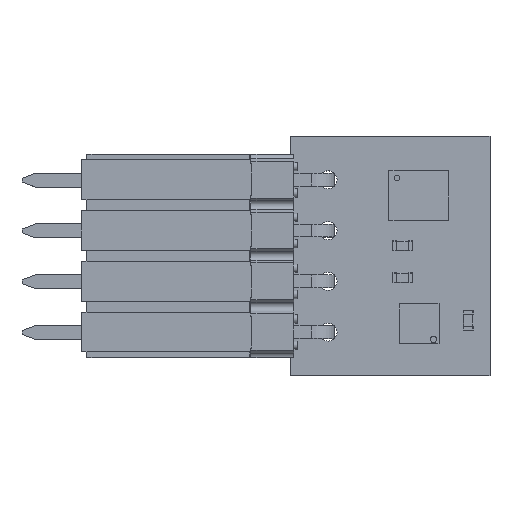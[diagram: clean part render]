
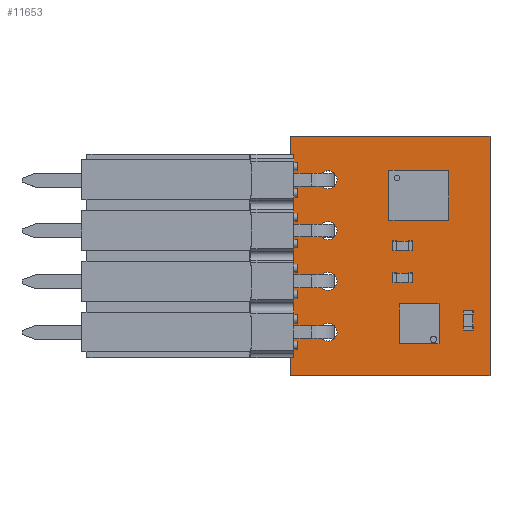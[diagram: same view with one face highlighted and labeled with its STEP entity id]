
A CAD part, top view. The second image highlights one B-rep face of the part: STEP entity #11653.
In plain terms, the highlighted planar face has unit normal (0, 0, 1).
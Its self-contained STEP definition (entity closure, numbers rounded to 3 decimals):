
#123=FACE_BOUND('',#4380,.T.);
#124=FACE_BOUND('',#4381,.T.);
#125=FACE_BOUND('',#4382,.T.);
#126=FACE_BOUND('',#4383,.T.);
#1066=LINE('',#17838,#2530);
#1070=LINE('',#17846,#2534);
#1072=LINE('',#17850,#2536);
#1076=LINE('',#17865,#2540);
#2530=VECTOR('',#14574,1.);
#2534=VECTOR('',#14580,1.);
#2536=VECTOR('',#14584,1.);
#2540=VECTOR('',#14600,1.);
#3655=FACE_OUTER_BOUND('',#4379,.T.);
#4379=EDGE_LOOP('',(#9141,#9142,#9143,#9144));
#4380=EDGE_LOOP('',(#9145));
#4381=EDGE_LOOP('',(#9146));
#4382=EDGE_LOOP('',(#9147));
#4383=EDGE_LOOP('',(#9148));
#4777=CIRCLE('',#12528,0.45);
#4778=CIRCLE('',#12529,0.45);
#4779=CIRCLE('',#12530,0.45);
#4780=CIRCLE('',#12531,0.45);
#5398=VERTEX_POINT('',#17835);
#5399=VERTEX_POINT('',#17837);
#5402=VERTEX_POINT('',#17844);
#5403=VERTEX_POINT('',#17849);
#5409=VERTEX_POINT('',#17866);
#5410=VERTEX_POINT('',#17868);
#5411=VERTEX_POINT('',#17870);
#5412=VERTEX_POINT('',#17872);
#6710=EDGE_CURVE('',#5398,#5399,#1066,.T.);
#6714=EDGE_CURVE('',#5402,#5398,#1070,.T.);
#6716=EDGE_CURVE('',#5399,#5403,#1072,.T.);
#6724=EDGE_CURVE('',#5403,#5402,#1076,.T.);
#6725=EDGE_CURVE('',#5409,#5409,#4777,.T.);
#6726=EDGE_CURVE('',#5410,#5410,#4778,.T.);
#6727=EDGE_CURVE('',#5411,#5411,#4779,.T.);
#6728=EDGE_CURVE('',#5412,#5412,#4780,.T.);
#9141=ORIENTED_EDGE('',*,*,#6710,.F.);
#9142=ORIENTED_EDGE('',*,*,#6714,.F.);
#9143=ORIENTED_EDGE('',*,*,#6724,.F.);
#9144=ORIENTED_EDGE('',*,*,#6716,.F.);
#9145=ORIENTED_EDGE('',*,*,#6725,.F.);
#9146=ORIENTED_EDGE('',*,*,#6726,.F.);
#9147=ORIENTED_EDGE('',*,*,#6727,.F.);
#9148=ORIENTED_EDGE('',*,*,#6728,.F.);
#11001=PLANE('',#12527);
#11653=ADVANCED_FACE('',(#3655,#123,#124,#125,#126),#11001,.F.);
#12527=AXIS2_PLACEMENT_3D('',#17864,#14598,#14599);
#12528=AXIS2_PLACEMENT_3D('',#17867,#14601,#14602);
#12529=AXIS2_PLACEMENT_3D('',#17869,#14603,#14604);
#12530=AXIS2_PLACEMENT_3D('',#17871,#14605,#14606);
#12531=AXIS2_PLACEMENT_3D('',#17873,#14607,#14608);
#14574=DIRECTION('',(-1.,0.,0.));
#14580=DIRECTION('',(0.,-1.,0.));
#14584=DIRECTION('',(0.,1.,0.));
#14598=DIRECTION('center_axis',(0.,0.,-1.));
#14599=DIRECTION('ref_axis',(-1.,0.,0.));
#14600=DIRECTION('',(1.,0.,0.));
#14601=DIRECTION('center_axis',(0.,0.,1.));
#14602=DIRECTION('ref_axis',(1.,0.,0.));
#14603=DIRECTION('center_axis',(0.,0.,1.));
#14604=DIRECTION('ref_axis',(1.,0.,0.));
#14605=DIRECTION('center_axis',(0.,0.,1.));
#14606=DIRECTION('ref_axis',(1.,0.,0.));
#14607=DIRECTION('center_axis',(0.,0.,1.));
#14608=DIRECTION('ref_axis',(1.,0.,0.));
#17835=CARTESIAN_POINT('',(130.6,-86.7,1.58));
#17837=CARTESIAN_POINT('',(120.6,-86.7,1.58));
#17838=CARTESIAN_POINT('',(130.6,-86.7,1.58));
#17844=CARTESIAN_POINT('',(130.6,-74.7,1.58));
#17846=CARTESIAN_POINT('',(130.6,-74.7,1.58));
#17849=CARTESIAN_POINT('',(120.6,-74.7,1.58));
#17850=CARTESIAN_POINT('',(120.6,-86.7,1.58));
#17864=CARTESIAN_POINT('Origin',(125.6,-80.7,1.58));
#17865=CARTESIAN_POINT('',(120.6,-74.7,1.58));
#17866=CARTESIAN_POINT('',(122.05,-84.51,1.58));
#17867=CARTESIAN_POINT('Origin',(122.5,-84.51,1.58));
#17868=CARTESIAN_POINT('',(122.05,-81.97,1.58));
#17869=CARTESIAN_POINT('Origin',(122.5,-81.97,1.58));
#17870=CARTESIAN_POINT('',(122.05,-79.43,1.58));
#17871=CARTESIAN_POINT('Origin',(122.5,-79.43,1.58));
#17872=CARTESIAN_POINT('',(122.05,-76.89,1.58));
#17873=CARTESIAN_POINT('Origin',(122.5,-76.89,1.58));
